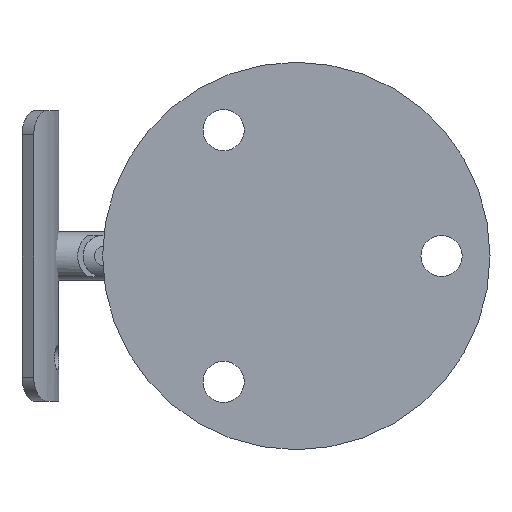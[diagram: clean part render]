
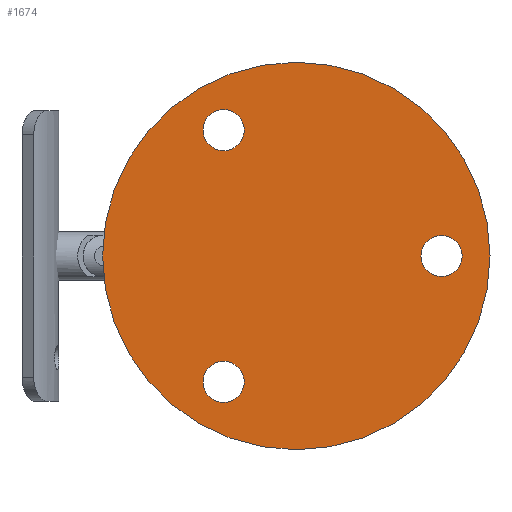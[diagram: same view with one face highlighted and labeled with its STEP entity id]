
A CAD part, left-side view. The second image highlights one B-rep face of the part: STEP entity #1674.
In plain terms, the highlighted planar face has unit normal (-1, 0, 0).
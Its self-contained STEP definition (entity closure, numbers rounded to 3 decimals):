
#8 = DIRECTION ( 'NONE',  ( 1., 0., 0. ) ) ;
#39 = VERTEX_POINT ( 'NONE', #859 ) ;
#44 = DIRECTION ( 'NONE',  ( 1., 0., 0. ) ) ;
#52 = CARTESIAN_POINT ( 'NONE',  ( 0., 0., 0. ) ) ;
#60 = VERTEX_POINT ( 'NONE', #1245 ) ;
#75 = EDGE_LOOP ( 'NONE', ( #189, #1540 ) ) ;
#83 = EDGE_LOOP ( 'NONE', ( #1611, #1314 ) ) ;
#93 = FACE_OUTER_BOUND ( 'NONE', #2002, .T. ) ;
#109 = EDGE_CURVE ( 'NONE', #60, #1352, #200, .T. ) ;
#143 = CARTESIAN_POINT ( 'NONE',  ( 0., 15., -21.731 ) ) ;
#159 = VERTEX_POINT ( 'NONE', #1458 ) ;
#189 = ORIENTED_EDGE ( 'NONE', *, *, #109, .T. ) ;
#200 = CIRCLE ( 'NONE', #273, 4.25 ) ;
#204 = AXIS2_PLACEMENT_3D ( 'NONE', #1404, #2126, #1976 ) ;
#205 = AXIS2_PLACEMENT_3D ( 'NONE', #2018, #1650, #1128 ) ;
#222 = CARTESIAN_POINT ( 'NONE',  ( 0., 15., -25.981 ) ) ;
#269 = EDGE_CURVE ( 'NONE', #39, #1333, #1281, .T. ) ;
#273 = AXIS2_PLACEMENT_3D ( 'NONE', #222, #400, #424 ) ;
#295 = DIRECTION ( 'NONE',  ( 0., 0., -1. ) ) ;
#337 = DIRECTION ( 'NONE',  ( 0., 0., -1. ) ) ;
#338 = DIRECTION ( 'NONE',  ( 1., 0., 0. ) ) ;
#353 = CARTESIAN_POINT ( 'NONE',  ( 0., 15., 21.731 ) ) ;
#382 = EDGE_CURVE ( 'NONE', #1200, #159, #2191, .T. ) ;
#400 = DIRECTION ( 'NONE',  ( 1., 0., 0. ) ) ;
#424 = DIRECTION ( 'NONE',  ( 0., 0., -1. ) ) ;
#464 = FACE_BOUND ( 'NONE', #589, .T. ) ;
#539 = EDGE_CURVE ( 'NONE', #828, #2182, #2076, .T. ) ;
#589 = EDGE_LOOP ( 'NONE', ( #1716, #1660 ) ) ;
#614 = PLANE ( 'NONE',  #2227 ) ;
#624 = FACE_BOUND ( 'NONE', #83, .T. ) ;
#668 = CARTESIAN_POINT ( 'NONE',  ( 0., 15., -25.981 ) ) ;
#717 = DIRECTION ( 'NONE',  ( 0., 0., -1. ) ) ;
#745 = CARTESIAN_POINT ( 'NONE',  ( 0., 15., 25.981 ) ) ;
#774 = CIRCLE ( 'NONE', #204, 40. ) ;
#777 = AXIS2_PLACEMENT_3D ( 'NONE', #1545, #338, #1722 ) ;
#828 = VERTEX_POINT ( 'NONE', #2217 ) ;
#831 = CARTESIAN_POINT ( 'NONE',  ( 0., 0., -40. ) ) ;
#859 = CARTESIAN_POINT ( 'NONE',  ( 0., -30., -4.25 ) ) ;
#935 = EDGE_CURVE ( 'NONE', #159, #1200, #1031, .T. ) ;
#1031 = CIRCLE ( 'NONE', #1613, 4.25 ) ;
#1128 = DIRECTION ( 'NONE',  ( 0., 0., -1. ) ) ;
#1200 = VERTEX_POINT ( 'NONE', #353 ) ;
#1245 = CARTESIAN_POINT ( 'NONE',  ( 0., 15., -30.231 ) ) ;
#1253 = DIRECTION ( 'NONE',  ( 0., 0., -1. ) ) ;
#1264 = DIRECTION ( 'NONE',  ( 0., 0., -1. ) ) ;
#1281 = CIRCLE ( 'NONE', #205, 4.25 ) ;
#1296 = DIRECTION ( 'NONE',  ( 1., 0., 0. ) ) ;
#1314 = ORIENTED_EDGE ( 'NONE', *, *, #1945, .T. ) ;
#1333 = VERTEX_POINT ( 'NONE', #1500 ) ;
#1352 = VERTEX_POINT ( 'NONE', #143 ) ;
#1354 = ORIENTED_EDGE ( 'NONE', *, *, #539, .F. ) ;
#1390 = ORIENTED_EDGE ( 'NONE', *, *, #1535, .F. ) ;
#1404 = CARTESIAN_POINT ( 'NONE',  ( 0., 0., 0. ) ) ;
#1410 = CARTESIAN_POINT ( 'NONE',  ( 0., -30., 0. ) ) ;
#1425 = EDGE_CURVE ( 'NONE', #1352, #60, #1533, .T. ) ;
#1431 = DIRECTION ( 'NONE',  ( 1., 0., 0. ) ) ;
#1458 = CARTESIAN_POINT ( 'NONE',  ( 0., 15., 30.231 ) ) ;
#1500 = CARTESIAN_POINT ( 'NONE',  ( 0., -30., 4.25 ) ) ;
#1533 = CIRCLE ( 'NONE', #1641, 4.25 ) ;
#1535 = EDGE_CURVE ( 'NONE', #2182, #828, #774, .T. ) ;
#1540 = ORIENTED_EDGE ( 'NONE', *, *, #1425, .T. ) ;
#1545 = CARTESIAN_POINT ( 'NONE',  ( 0., 15., 25.981 ) ) ;
#1611 = ORIENTED_EDGE ( 'NONE', *, *, #269, .T. ) ;
#1613 = AXIS2_PLACEMENT_3D ( 'NONE', #745, #44, #1253 ) ;
#1641 = AXIS2_PLACEMENT_3D ( 'NONE', #668, #8, #337 ) ;
#1650 = DIRECTION ( 'NONE',  ( 1., 0., 0. ) ) ;
#1660 = ORIENTED_EDGE ( 'NONE', *, *, #935, .T. ) ;
#1672 = AXIS2_PLACEMENT_3D ( 'NONE', #1410, #2132, #717 ) ;
#1674 = ADVANCED_FACE ( 'NONE', ( #1852, #464, #624, #93 ), #614, .F. ) ;
#1676 = CIRCLE ( 'NONE', #1672, 4.25 ) ;
#1716 = ORIENTED_EDGE ( 'NONE', *, *, #382, .T. ) ;
#1722 = DIRECTION ( 'NONE',  ( 0., 0., -1. ) ) ;
#1760 = AXIS2_PLACEMENT_3D ( 'NONE', #52, #1431, #1264 ) ;
#1852 = FACE_BOUND ( 'NONE', #75, .T. ) ;
#1945 = EDGE_CURVE ( 'NONE', #1333, #39, #1676, .T. ) ;
#1976 = DIRECTION ( 'NONE',  ( 0., 0., -1. ) ) ;
#2002 = EDGE_LOOP ( 'NONE', ( #1354, #1390 ) ) ;
#2018 = CARTESIAN_POINT ( 'NONE',  ( 0., -30., 0. ) ) ;
#2025 = CARTESIAN_POINT ( 'NONE',  ( 0., 0., 0. ) ) ;
#2076 = CIRCLE ( 'NONE', #1760, 40. ) ;
#2126 = DIRECTION ( 'NONE',  ( 1., 0., 0. ) ) ;
#2132 = DIRECTION ( 'NONE',  ( 1., 0., 0. ) ) ;
#2182 = VERTEX_POINT ( 'NONE', #831 ) ;
#2191 = CIRCLE ( 'NONE', #777, 4.25 ) ;
#2217 = CARTESIAN_POINT ( 'NONE',  ( 0., 0., 40. ) ) ;
#2227 = AXIS2_PLACEMENT_3D ( 'NONE', #2025, #1296, #295 ) ;
